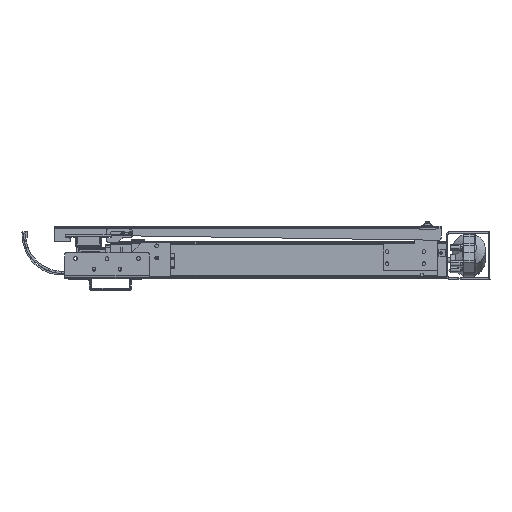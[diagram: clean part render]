
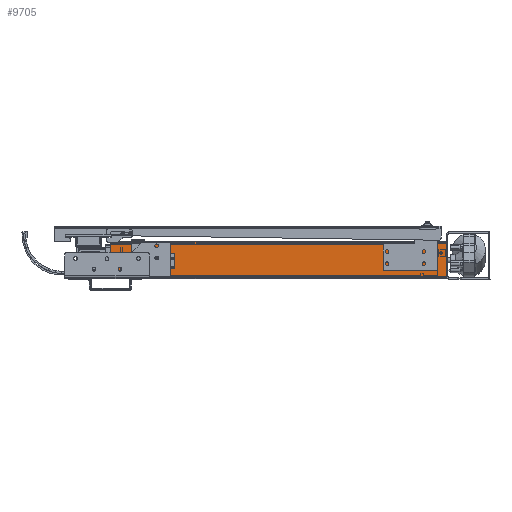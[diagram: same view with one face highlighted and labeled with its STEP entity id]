
A CAD part, left-side view. The second image highlights one B-rep face of the part: STEP entity #9705.
In plain terms, the highlighted face is planar.
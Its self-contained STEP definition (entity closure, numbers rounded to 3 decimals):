
#9524=CARTESIAN_POINT('',(35.,-34.,-63.0));
#9525=VERTEX_POINT('',#9524);
#9535=CARTESIAN_POINT('',(35.,-34.,575.0));
#9536=VERTEX_POINT('',#9535);
#9537=CARTESIAN_POINT('',(35.,-34.,575.0));
#9538=DIRECTION('',(0.0,0.0,-1.0));
#9539=VECTOR('',#9538,638.0);
#9540=LINE('',#9537,#9539);
#9541=EDGE_CURVE('',#9536,#9525,#9540,.T.);
#9561=CARTESIAN_POINT('',(35.,-34.,515.0));
#9562=DIRECTION('',(-1.0,0.0,0.0));
#9563=DIRECTION('',(0.0,0.0,1.0));
#9564=AXIS2_PLACEMENT_3D('',#9561,#9562,#9563);
#9565=PLANE('',#9564);
#9566=ORIENTED_EDGE('',*,*,#9541,.T.);
#9567=CARTESIAN_POINT('',(35.,34.,-63.0));
#9568=VERTEX_POINT('',#9567);
#9569=CARTESIAN_POINT('',(35.,34.,-63.0));
#9570=DIRECTION('',(0.0,-1.0,0.0));
#9571=VECTOR('',#9570,68.);
#9572=LINE('',#9569,#9571);
#9573=EDGE_CURVE('',#9568,#9525,#9572,.T.);
#9574=ORIENTED_EDGE('',*,*,#9573,.F.);
#9575=CARTESIAN_POINT('',(35.,34.,575.0));
#9576=VERTEX_POINT('',#9575);
#9577=CARTESIAN_POINT('',(35.,34.,575.0));
#9578=DIRECTION('',(0.0,0.0,-1.0));
#9579=VECTOR('',#9578,638.0);
#9580=LINE('',#9577,#9579);
#9581=EDGE_CURVE('',#9576,#9568,#9580,.T.);
#9582=ORIENTED_EDGE('',*,*,#9581,.F.);
#9583=CARTESIAN_POINT('',(35.,-34.,575.0));
#9584=DIRECTION('',(0.0,1.0,0.0));
#9585=VECTOR('',#9584,68.);
#9586=LINE('',#9583,#9585);
#9587=EDGE_CURVE('',#9536,#9576,#9586,.T.);
#9588=ORIENTED_EDGE('',*,*,#9587,.F.);
#9589=EDGE_LOOP('',(#9566,#9574,#9582,#9588));
#9590=FACE_OUTER_BOUND('',#9589,.T.);
#9591=CARTESIAN_POINT('',(35.,4.,489.5));
#9592=VERTEX_POINT('',#9591);
#9593=CARTESIAN_POINT('',(35.,3.5,490.0));
#9594=VERTEX_POINT('',#9593);
#9595=CARTESIAN_POINT('',(35.,3.5,489.5));
#9596=DIRECTION('',(1.,0.0,0.0));
#9597=DIRECTION('',(0.0,0.707,0.707));
#9598=AXIS2_PLACEMENT_3D('',#9595,#9596,#9597);
#9599=CIRCLE('',#9598,0.5);
#9600=EDGE_CURVE('',#9592,#9594,#9599,.T.);
#9601=ORIENTED_EDGE('',*,*,#9600,.F.);
#9602=CARTESIAN_POINT('',(35.,4.,458.5));
#9603=VERTEX_POINT('',#9602);
#9604=CARTESIAN_POINT('',(35.,4.,458.5));
#9605=DIRECTION('',(0.0,0.0,1.0));
#9606=VECTOR('',#9605,31.);
#9607=LINE('',#9604,#9606);
#9608=EDGE_CURVE('',#9603,#9592,#9607,.T.);
#9609=ORIENTED_EDGE('',*,*,#9608,.F.);
#9610=CARTESIAN_POINT('',(35.,3.5,458.));
#9611=VERTEX_POINT('',#9610);
#9612=CARTESIAN_POINT('',(35.,3.5,458.5));
#9613=DIRECTION('',(1.,0.0,0.0));
#9614=DIRECTION('',(0.0,0.707,-0.707));
#9615=AXIS2_PLACEMENT_3D('',#9612,#9613,#9614);
#9616=CIRCLE('',#9615,0.5);
#9617=EDGE_CURVE('',#9611,#9603,#9616,.T.);
#9618=ORIENTED_EDGE('',*,*,#9617,.F.);
#9619=CARTESIAN_POINT('',(35.,-12.5,458.));
#9620=VERTEX_POINT('',#9619);
#9621=CARTESIAN_POINT('',(35.,-12.5,458.));
#9622=DIRECTION('',(0.0,1.0,0.0));
#9623=VECTOR('',#9622,16.);
#9624=LINE('',#9621,#9623);
#9625=EDGE_CURVE('',#9620,#9611,#9624,.T.);
#9626=ORIENTED_EDGE('',*,*,#9625,.F.);
#9627=CARTESIAN_POINT('',(35.,-13.,458.5));
#9628=VERTEX_POINT('',#9627);
#9629=CARTESIAN_POINT('',(35.,-12.5,458.5));
#9630=DIRECTION('',(1.0,0.0,0.0));
#9631=DIRECTION('',(0.0,-0.707,-0.707));
#9632=AXIS2_PLACEMENT_3D('',#9629,#9630,#9631);
#9633=CIRCLE('',#9632,0.5);
#9634=EDGE_CURVE('',#9628,#9620,#9633,.T.);
#9635=ORIENTED_EDGE('',*,*,#9634,.F.);
#9636=CARTESIAN_POINT('',(35.,-13.,489.5));
#9637=VERTEX_POINT('',#9636);
#9638=CARTESIAN_POINT('',(35.,-13.,489.5));
#9639=DIRECTION('',(0.0,0.0,-1.0));
#9640=VECTOR('',#9639,31.);
#9641=LINE('',#9638,#9640);
#9642=EDGE_CURVE('',#9637,#9628,#9641,.T.);
#9643=ORIENTED_EDGE('',*,*,#9642,.F.);
#9644=CARTESIAN_POINT('',(35.,-12.5,490.0));
#9645=VERTEX_POINT('',#9644);
#9646=CARTESIAN_POINT('',(35.,-12.5,489.5));
#9647=DIRECTION('',(1.0,0.0,0.0));
#9648=DIRECTION('',(0.0,-0.707,0.707));
#9649=AXIS2_PLACEMENT_3D('',#9646,#9647,#9648);
#9650=CIRCLE('',#9649,0.5);
#9651=EDGE_CURVE('',#9645,#9637,#9650,.T.);
#9652=ORIENTED_EDGE('',*,*,#9651,.F.);
#9653=CARTESIAN_POINT('',(35.,3.5,490.0));
#9654=DIRECTION('',(0.0,-1.0,0.0));
#9655=VECTOR('',#9654,16.);
#9656=LINE('',#9653,#9655);
#9657=EDGE_CURVE('',#9594,#9645,#9656,.T.);
#9658=ORIENTED_EDGE('',*,*,#9657,.F.);
#9659=EDGE_LOOP('',(#9601,#9609,#9618,#9626,#9635,#9643,#9652,#9658));
#9660=FACE_BOUND('',#9659,.T.);
#9661=CARTESIAN_POINT('',(35.,13.5,-55.25));
#9662=VERTEX_POINT('',#9661);
#9663=CARTESIAN_POINT('',(35.,13.5,-53.0));
#9664=DIRECTION('',(1.0,0.0,0.0));
#9665=DIRECTION('',(0.0,0.0,-1.0));
#9666=AXIS2_PLACEMENT_3D('',#9663,#9664,#9665);
#9667=CIRCLE('',#9666,2.25);
#9668=EDGE_CURVE('',#9662,#9662,#9667,.T.);
#9669=ORIENTED_EDGE('',*,*,#9668,.F.);
#9670=EDGE_LOOP('',(#9669));
#9671=FACE_BOUND('',#9670,.T.);
#9672=CARTESIAN_POINT('',(35.,9.,483.75));
#9673=VERTEX_POINT('',#9672);
#9674=CARTESIAN_POINT('',(35.,9.,485.));
#9675=DIRECTION('',(1.0,0.0,0.0));
#9676=DIRECTION('',(0.0,0.0,-1.0));
#9677=AXIS2_PLACEMENT_3D('',#9674,#9675,#9676);
#9678=CIRCLE('',#9677,1.25);
#9679=EDGE_CURVE('',#9673,#9673,#9678,.T.);
#9680=ORIENTED_EDGE('',*,*,#9679,.F.);
#9681=EDGE_LOOP('',(#9680));
#9682=FACE_BOUND('',#9681,.T.);
#9683=CARTESIAN_POINT('',(35.,9.,461.75));
#9684=VERTEX_POINT('',#9683);
#9685=CARTESIAN_POINT('',(35.,9.,463.));
#9686=DIRECTION('',(1.0,0.0,0.0));
#9687=DIRECTION('',(0.0,0.0,-1.0));
#9688=AXIS2_PLACEMENT_3D('',#9685,#9686,#9687);
#9689=CIRCLE('',#9688,1.25);
#9690=EDGE_CURVE('',#9684,#9684,#9689,.T.);
#9691=ORIENTED_EDGE('',*,*,#9690,.F.);
#9692=EDGE_LOOP('',(#9691));
#9693=FACE_BOUND('',#9692,.T.);
#9694=CARTESIAN_POINT('',(35.,-3.5,498.25));
#9695=VERTEX_POINT('',#9694);
#9696=CARTESIAN_POINT('',(35.,-3.5,499.5));
#9697=DIRECTION('',(1.0,0.0,0.0));
#9698=DIRECTION('',(0.0,0.0,-1.0));
#9699=AXIS2_PLACEMENT_3D('',#9696,#9697,#9698);
#9700=CIRCLE('',#9699,1.25);
#9701=EDGE_CURVE('',#9695,#9695,#9700,.T.);
#9702=ORIENTED_EDGE('',*,*,#9701,.F.);
#9703=EDGE_LOOP('',(#9702));
#9704=FACE_BOUND('',#9703,.T.);
#9705=ADVANCED_FACE('',(#9590,#9660,#9671,#9682,#9693,#9704),#9565,.F.);
